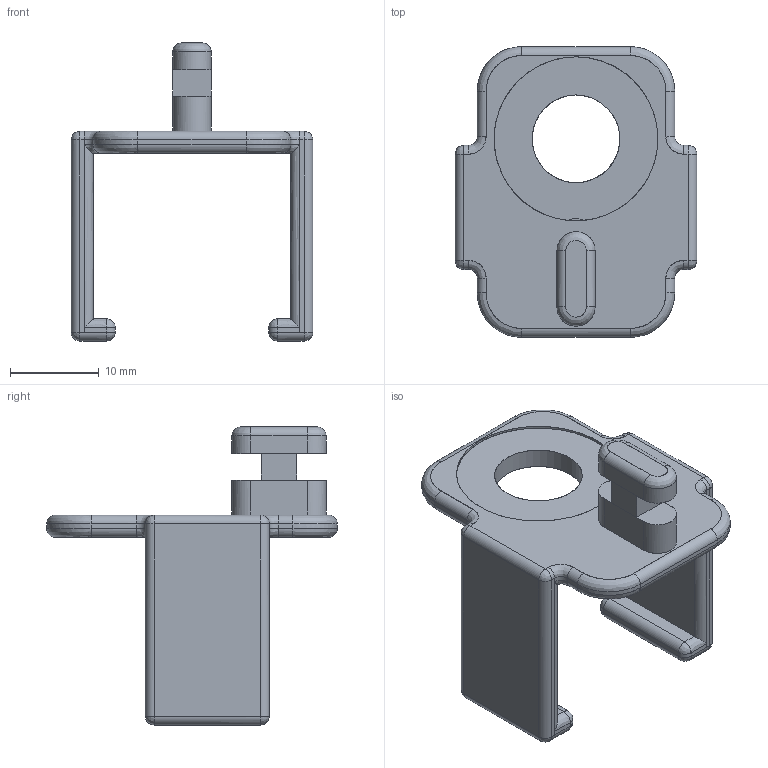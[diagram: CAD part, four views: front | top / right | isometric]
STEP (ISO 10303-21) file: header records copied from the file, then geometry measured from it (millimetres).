
FILE_DESCRIPTION((''),'2;1');
FILE_NAME('MTB.stp','2021-05-17T11:56:13',(''),(''),'AutoCAD STEP 2000i','AutoCAD 2000i',', , ');
FILE_SCHEMA(('CONFIG_CONTROL_DESIGN'));
Length unit declared in the file: millimetre
Products named in the file (1): MTB
Bounding box: 27.3 x 32.8 x 33.65 mm (x, y, z)
Surface area: 3422.8 mm2 (no closed solid volume)
Topology: 0 solids, 0 shells, 136 faces, 540 edges, 519 vertices
Faces by surface type: bspline 136
Entity records: 9145 total; most frequent: CARTESIAN_POINT 6853, QUASI_UNIFORM_CURVE 742, PCURVE 524, COMPOSITE_CURVE_SEGMENT 524, OUTER_BOUNDARY_CURVE 136, CURVE_BOUNDED_SURFACE 136, B_SPLINE_CURVE_WITH_KNOTS 82, QUASI_UNIFORM_SURFACE 37
